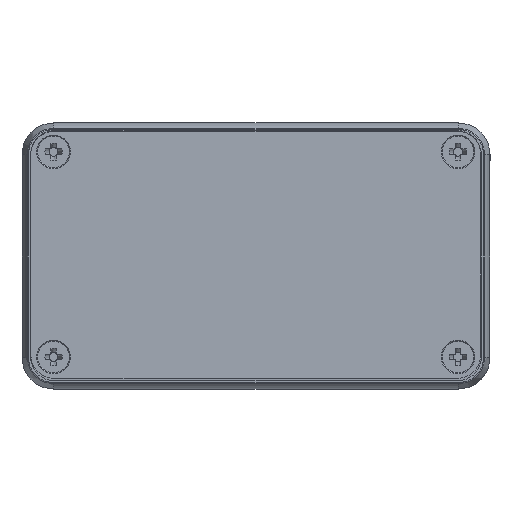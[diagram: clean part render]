
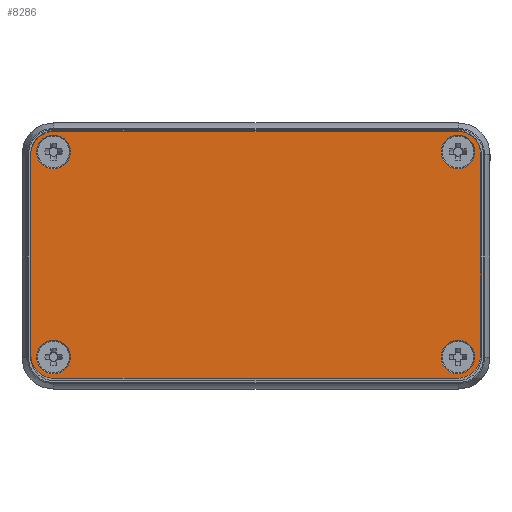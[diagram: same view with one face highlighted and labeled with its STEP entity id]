
A CAD part, left-side view. The second image highlights one B-rep face of the part: STEP entity #8286.
In plain terms, the highlighted face is planar.
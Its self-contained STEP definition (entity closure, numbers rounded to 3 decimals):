
#45=FACE_BOUND('',#1179,.T.);
#46=FACE_BOUND('',#1180,.T.);
#47=FACE_BOUND('',#1181,.T.);
#48=FACE_BOUND('',#1182,.T.);
#297=PLANE('',#9393);
#726=FACE_OUTER_BOUND('',#1178,.T.);
#1178=EDGE_LOOP('',(#7522,#7523,#7524,#7525,#7526,#7527,#7528,#7529));
#1179=EDGE_LOOP('',(#7530));
#1180=EDGE_LOOP('',(#7531));
#1181=EDGE_LOOP('',(#7532));
#1182=EDGE_LOOP('',(#7533));
#1854=LINE('',#14507,#2545);
#1859=LINE('',#14521,#2550);
#1863=LINE('',#14533,#2554);
#1867=LINE('',#14545,#2558);
#2545=VECTOR('',#11933,10.);
#2550=VECTOR('',#11946,10.);
#2554=VECTOR('',#11958,10.);
#2558=VECTOR('',#11970,10.);
#3084=CIRCLE('',#9357,2.921);
#3087=CIRCLE('',#9362,2.921);
#3090=CIRCLE('',#9367,2.921);
#3093=CIRCLE('',#9372,2.921);
#3096=CIRCLE('',#9378,3.99);
#3098=CIRCLE('',#9382,3.99);
#3100=CIRCLE('',#9386,3.99);
#3102=CIRCLE('',#9390,3.99);
#3869=VERTEX_POINT('',#14465);
#3872=VERTEX_POINT('',#14475);
#3875=VERTEX_POINT('',#14485);
#3878=VERTEX_POINT('',#14495);
#3881=VERTEX_POINT('',#14505);
#3882=VERTEX_POINT('',#14506);
#3885=VERTEX_POINT('',#14514);
#3887=VERTEX_POINT('',#14520);
#3889=VERTEX_POINT('',#14526);
#3891=VERTEX_POINT('',#14532);
#3893=VERTEX_POINT('',#14538);
#3895=VERTEX_POINT('',#14544);
#5070=EDGE_CURVE('',#3869,#3869,#3084,.T.);
#5075=EDGE_CURVE('',#3872,#3872,#3087,.T.);
#5080=EDGE_CURVE('',#3875,#3875,#3090,.T.);
#5085=EDGE_CURVE('',#3878,#3878,#3093,.T.);
#5090=EDGE_CURVE('',#3881,#3882,#1854,.T.);
#5094=EDGE_CURVE('',#3882,#3885,#3096,.T.);
#5097=EDGE_CURVE('',#3885,#3887,#1859,.T.);
#5100=EDGE_CURVE('',#3887,#3889,#3098,.T.);
#5103=EDGE_CURVE('',#3889,#3891,#1863,.T.);
#5106=EDGE_CURVE('',#3891,#3893,#3100,.T.);
#5109=EDGE_CURVE('',#3893,#3895,#1867,.T.);
#5112=EDGE_CURVE('',#3895,#3881,#3102,.T.);
#7522=ORIENTED_EDGE('',*,*,#5090,.F.);
#7523=ORIENTED_EDGE('',*,*,#5112,.F.);
#7524=ORIENTED_EDGE('',*,*,#5109,.F.);
#7525=ORIENTED_EDGE('',*,*,#5106,.F.);
#7526=ORIENTED_EDGE('',*,*,#5103,.F.);
#7527=ORIENTED_EDGE('',*,*,#5100,.F.);
#7528=ORIENTED_EDGE('',*,*,#5097,.F.);
#7529=ORIENTED_EDGE('',*,*,#5094,.F.);
#7530=ORIENTED_EDGE('',*,*,#5070,.T.);
#7531=ORIENTED_EDGE('',*,*,#5075,.T.);
#7532=ORIENTED_EDGE('',*,*,#5080,.T.);
#7533=ORIENTED_EDGE('',*,*,#5085,.T.);
#8286=ADVANCED_FACE('',(#726,#45,#46,#47,#48),#297,.T.);
#9357=AXIS2_PLACEMENT_3D('',#14466,#11885,#11886);
#9362=AXIS2_PLACEMENT_3D('',#14476,#11897,#11898);
#9367=AXIS2_PLACEMENT_3D('',#14486,#11909,#11910);
#9372=AXIS2_PLACEMENT_3D('',#14496,#11921,#11922);
#9378=AXIS2_PLACEMENT_3D('',#14515,#11939,#11940);
#9382=AXIS2_PLACEMENT_3D('',#14527,#11951,#11952);
#9386=AXIS2_PLACEMENT_3D('',#14539,#11963,#11964);
#9390=AXIS2_PLACEMENT_3D('',#14550,#11975,#11976);
#9393=AXIS2_PLACEMENT_3D('',#14553,#11981,#11982);
#11885=DIRECTION('center_axis',(0.,0.,-1.));
#11886=DIRECTION('ref_axis',(1.,0.,0.));
#11897=DIRECTION('center_axis',(0.,0.,-1.));
#11898=DIRECTION('ref_axis',(1.,0.,0.));
#11909=DIRECTION('center_axis',(0.,0.,-1.));
#11910=DIRECTION('ref_axis',(1.,0.,0.));
#11921=DIRECTION('center_axis',(0.,0.,-1.));
#11922=DIRECTION('ref_axis',(1.,0.,0.));
#11933=DIRECTION('',(1.,0.,0.));
#11939=DIRECTION('center_axis',(0.,0.,-1.));
#11940=DIRECTION('ref_axis',(1.,0.,0.));
#11946=DIRECTION('',(0.,-1.,0.));
#11951=DIRECTION('center_axis',(0.,0.,-1.));
#11952=DIRECTION('ref_axis',(0.,-1.,0.));
#11958=DIRECTION('',(-1.,0.,0.));
#11963=DIRECTION('center_axis',(0.,0.,-1.));
#11964=DIRECTION('ref_axis',(-1.,0.,0.));
#11970=DIRECTION('',(0.,1.,0.));
#11975=DIRECTION('center_axis',(0.,0.,-1.));
#11976=DIRECTION('ref_axis',(0.,1.,0.));
#11981=DIRECTION('center_axis',(0.,0.,1.));
#11982=DIRECTION('ref_axis',(1.,0.,0.));
#14465=CARTESIAN_POINT('',(32.131,-17.78,1.5));
#14466=CARTESIAN_POINT('Origin',(35.052,-17.78,1.5));
#14475=CARTESIAN_POINT('',(-37.973,17.78,1.5));
#14476=CARTESIAN_POINT('Origin',(-35.052,17.78,1.5));
#14485=CARTESIAN_POINT('',(32.131,17.78,1.5));
#14486=CARTESIAN_POINT('Origin',(35.052,17.78,1.5));
#14495=CARTESIAN_POINT('',(-37.973,-17.78,1.5));
#14496=CARTESIAN_POINT('Origin',(-35.052,-17.78,1.5));
#14505=CARTESIAN_POINT('',(-34.999,21.463,1.5));
#14506=CARTESIAN_POINT('',(34.999,21.463,1.5));
#14507=CARTESIAN_POINT('',(34.999,21.463,1.5));
#14514=CARTESIAN_POINT('',(38.989,17.473,1.5));
#14515=CARTESIAN_POINT('Origin',(34.999,17.473,1.5));
#14520=CARTESIAN_POINT('',(38.989,-17.473,1.5));
#14521=CARTESIAN_POINT('',(38.989,-17.473,1.5));
#14526=CARTESIAN_POINT('',(34.999,-21.463,1.5));
#14527=CARTESIAN_POINT('Origin',(34.999,-17.473,1.5));
#14532=CARTESIAN_POINT('',(-34.999,-21.463,1.5));
#14533=CARTESIAN_POINT('',(-34.999,-21.463,1.5));
#14538=CARTESIAN_POINT('',(-38.989,-17.473,1.5));
#14539=CARTESIAN_POINT('Origin',(-34.999,-17.473,1.5));
#14544=CARTESIAN_POINT('',(-38.989,17.473,1.5));
#14545=CARTESIAN_POINT('',(-38.989,17.473,1.5));
#14550=CARTESIAN_POINT('Origin',(-34.999,17.473,1.5));
#14553=CARTESIAN_POINT('Origin',(0.,0.,1.5));
